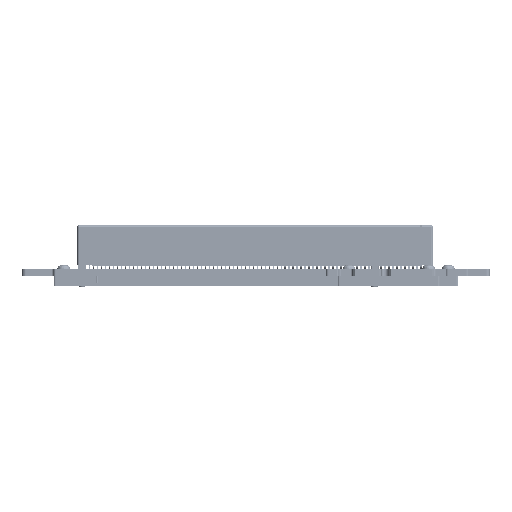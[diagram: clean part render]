
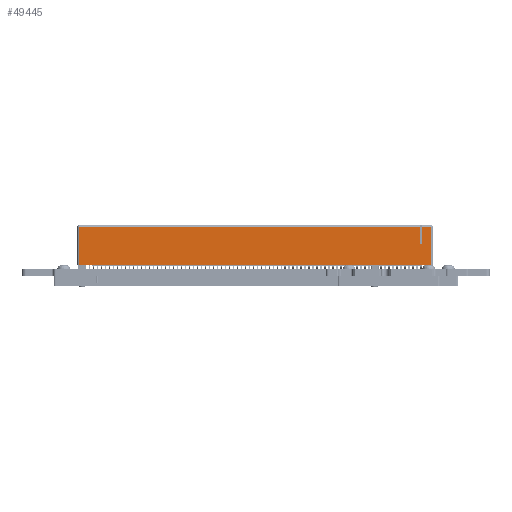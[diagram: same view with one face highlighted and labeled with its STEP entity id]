
A CAD part, front view. The second image highlights one B-rep face of the part: STEP entity #49445.
In plain terms, the highlighted face is planar.
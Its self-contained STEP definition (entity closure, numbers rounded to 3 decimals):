
#31067 = EDGE_CURVE('',#31068,#31070,#31072,.T.);
#31068 = VERTEX_POINT('',#31069);
#31069 = CARTESIAN_POINT('',(-3.7,0.,88.5));
#31070 = VERTEX_POINT('',#31071);
#31071 = CARTESIAN_POINT('',(-3.7,0.,0.5));
#31072 = LINE('',#31073,#31074);
#31073 = CARTESIAN_POINT('',(-3.7,0.,89.));
#31074 = VECTOR('',#31075,1.);
#31075 = DIRECTION('',(0.,0.,-1.));
#49445 = ADVANCED_FACE('',(#49446),#49503,.F.);
#49446 = FACE_BOUND('',#49447,.T.);
#49447 = EDGE_LOOP('',(#49448,#49449,#49457,#49465,#49473,#49481,#49489,
    #49497));
#49448 = ORIENTED_EDGE('',*,*,#31067,.F.);
#49449 = ORIENTED_EDGE('',*,*,#49450,.T.);
#49450 = EDGE_CURVE('',#31068,#49451,#49453,.T.);
#49451 = VERTEX_POINT('',#49452);
#49452 = CARTESIAN_POINT('',(-3.7,9.5,88.5));
#49453 = LINE('',#49454,#49455);
#49454 = CARTESIAN_POINT('',(-3.7,10.,88.5));
#49455 = VECTOR('',#49456,1.);
#49456 = DIRECTION('',(0.,1.,0.));
#49457 = ORIENTED_EDGE('',*,*,#49458,.T.);
#49458 = EDGE_CURVE('',#49451,#49459,#49461,.T.);
#49459 = VERTEX_POINT('',#49460);
#49460 = CARTESIAN_POINT('',(-3.7,9.5,86.3));
#49461 = LINE('',#49462,#49463);
#49462 = CARTESIAN_POINT('',(-3.7,9.5,89.));
#49463 = VECTOR('',#49464,1.);
#49464 = DIRECTION('',(0.,0.,-1.));
#49465 = ORIENTED_EDGE('',*,*,#49466,.F.);
#49466 = EDGE_CURVE('',#49467,#49459,#49469,.T.);
#49467 = VERTEX_POINT('',#49468);
#49468 = CARTESIAN_POINT('',(-3.7,5.25,86.3));
#49469 = LINE('',#49470,#49471);
#49470 = CARTESIAN_POINT('',(-3.7,4.469,86.3));
#49471 = VECTOR('',#49472,1.);
#49472 = DIRECTION('',(0.,1.,0.));
#49473 = ORIENTED_EDGE('',*,*,#49474,.T.);
#49474 = EDGE_CURVE('',#49467,#49475,#49477,.T.);
#49475 = VERTEX_POINT('',#49476);
#49476 = CARTESIAN_POINT('',(-3.7,5.25,85.7));
#49477 = LINE('',#49478,#49479);
#49478 = CARTESIAN_POINT('',(-3.7,5.25,85.7));
#49479 = VECTOR('',#49480,1.);
#49480 = DIRECTION('',(0.,0.,-1.));
#49481 = ORIENTED_EDGE('',*,*,#49482,.T.);
#49482 = EDGE_CURVE('',#49475,#49483,#49485,.T.);
#49483 = VERTEX_POINT('',#49484);
#49484 = CARTESIAN_POINT('',(-3.7,9.5,85.7));
#49485 = LINE('',#49486,#49487);
#49486 = CARTESIAN_POINT('',(-3.7,4.469,85.7));
#49487 = VECTOR('',#49488,1.);
#49488 = DIRECTION('',(0.,1.,0.));
#49489 = ORIENTED_EDGE('',*,*,#49490,.T.);
#49490 = EDGE_CURVE('',#49483,#49491,#49493,.T.);
#49491 = VERTEX_POINT('',#49492);
#49492 = CARTESIAN_POINT('',(-3.7,9.5,0.5));
#49493 = LINE('',#49494,#49495);
#49494 = CARTESIAN_POINT('',(-3.7,9.5,89.));
#49495 = VECTOR('',#49496,1.);
#49496 = DIRECTION('',(0.,0.,-1.));
#49497 = ORIENTED_EDGE('',*,*,#49498,.T.);
#49498 = EDGE_CURVE('',#49491,#31070,#49499,.T.);
#49499 = LINE('',#49500,#49501);
#49500 = CARTESIAN_POINT('',(-3.7,10.,0.5));
#49501 = VECTOR('',#49502,1.);
#49502 = DIRECTION('',(0.,-1.,0.));
#49503 = PLANE('',#49504);
#49504 = AXIS2_PLACEMENT_3D('',#49505,#49506,#49507);
#49505 = CARTESIAN_POINT('',(-3.7,10.,89.));
#49506 = DIRECTION('',(1.,0.,0.));
#49507 = DIRECTION('',(0.,1.,0.));
